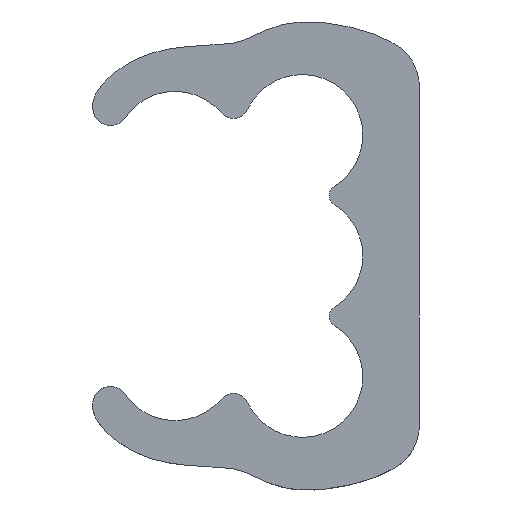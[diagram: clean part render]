
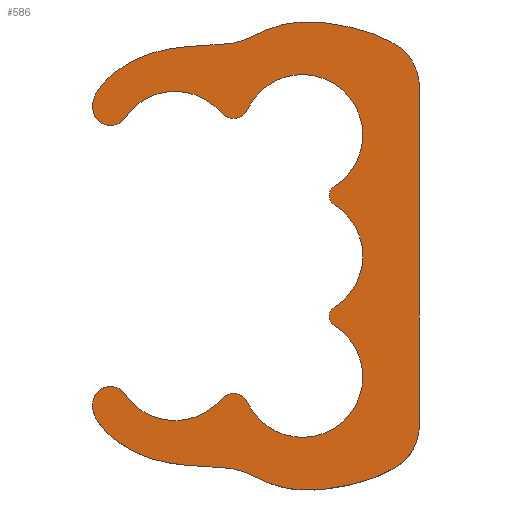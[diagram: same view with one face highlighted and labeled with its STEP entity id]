
A CAD part, left-side view. The second image highlights one B-rep face of the part: STEP entity #586.
In plain terms, the highlighted planar face has unit normal (-1, 0, 0).
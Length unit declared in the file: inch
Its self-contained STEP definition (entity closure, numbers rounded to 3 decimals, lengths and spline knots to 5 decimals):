
#57=CIRCLE('',#655,0.02356);
#59=CIRCLE('',#658,0.08);
#61=CIRCLE('',#661,0.02089);
#63=CIRCLE('',#664,0.08);
#65=CIRCLE('',#667,0.01423);
#67=CIRCLE('',#670,0.08);
#69=CIRCLE('',#673,0.01423);
#71=CIRCLE('',#676,0.08);
#73=CIRCLE('',#679,0.02089);
#75=CIRCLE('',#682,0.08);
#77=CIRCLE('',#685,0.02356);
#106=PLANE('',#688);
#138=FACE_OUTER_BOUND('',#170,.T.);
#170=EDGE_LOOP('',(#537,#538,#539,#540,#541,#542,#543,#544,#545,#546,#547,
#548,#549,#550));
#189=LINE('',#1337,#221);
#221=VECTOR('',#794,0.3937);
#239=(
BOUNDED_CURVE()
B_SPLINE_CURVE(5,(#1271,#1272,#1273,#1274,#1275,#1276,#1277,#1278,#1279,
#1280,#1281,#1282,#1283,#1284,#1285,#1286,#1287,#1288,#1289,#1290,#1291,
#1292,#1293,#1294,#1295,#1296,#1297,#1298,#1299,#1300),.UNSPECIFIED.,.F.,
 .F.)
B_SPLINE_CURVE_WITH_KNOTS((6,1,1,1,1,1,1,1,1,1,1,1,1,1,1,1,1,1,1,1,1,1,
1,1,1,6),(0.,0.04,0.08,0.12,0.16,0.2,0.24,0.28,0.32,0.36,0.4,0.44,0.48,
0.52,0.56,0.6,0.64,0.68,0.72,0.76,0.8,0.84,0.88,0.92,0.96,1.),
 .UNSPECIFIED.)
CURVE()
GEOMETRIC_REPRESENTATION_ITEM()
RATIONAL_B_SPLINE_CURVE((1.,1.,1.,1.,1.,1.,1.,1.,1.,1.,1.,1.,1.,1.,1.,1.,
1.,1.,1.,1.,1.,1.,1.,1.,1.,1.,1.,1.,1.,1.))
REPRESENTATION_ITEM('')
);
#241=(
BOUNDED_CURVE()
B_SPLINE_CURVE(5,(#1402,#1403,#1404,#1405,#1406,#1407,#1408,#1409,#1410,
#1411,#1412,#1413,#1414,#1415,#1416,#1417,#1418,#1419,#1420,#1421,#1422,
#1423,#1424,#1425,#1426,#1427,#1428,#1429,#1430,#1431),.UNSPECIFIED.,.F.,
 .F.)
B_SPLINE_CURVE_WITH_KNOTS((6,1,1,1,1,1,1,1,1,1,1,1,1,1,1,1,1,1,1,1,1,1,
1,1,1,6),(0.,0.04,0.08,0.12,0.16,0.2,0.24,0.28,0.32,0.36,0.4,0.44,0.48,
0.52,0.56,0.6,0.64,0.68,0.72,0.76,0.8,0.84,0.88,0.92,0.96,1.),
 .UNSPECIFIED.)
CURVE()
GEOMETRIC_REPRESENTATION_ITEM()
RATIONAL_B_SPLINE_CURVE((1.,1.,1.,1.,1.,1.,1.,1.,1.,1.,1.,1.,1.,1.,1.,1.,
1.,1.,1.,1.,1.,1.,1.,1.,1.,1.,1.,1.,1.,1.))
REPRESENTATION_ITEM('')
);
#271=VERTEX_POINT('',#1269);
#272=VERTEX_POINT('',#1270);
#275=VERTEX_POINT('',#1336);
#277=VERTEX_POINT('',#1401);
#279=VERTEX_POINT('',#1465);
#281=VERTEX_POINT('',#1471);
#283=VERTEX_POINT('',#1477);
#285=VERTEX_POINT('',#1483);
#287=VERTEX_POINT('',#1489);
#289=VERTEX_POINT('',#1495);
#291=VERTEX_POINT('',#1501);
#293=VERTEX_POINT('',#1507);
#295=VERTEX_POINT('',#1513);
#297=VERTEX_POINT('',#1519);
#341=EDGE_CURVE('',#271,#272,#239,.T.);
#345=EDGE_CURVE('',#272,#275,#189,.T.);
#348=EDGE_CURVE('',#277,#275,#241,.T.);
#351=EDGE_CURVE('',#279,#277,#57,.T.);
#354=EDGE_CURVE('',#279,#281,#59,.T.);
#357=EDGE_CURVE('',#283,#281,#61,.T.);
#360=EDGE_CURVE('',#283,#285,#63,.T.);
#363=EDGE_CURVE('',#287,#285,#65,.T.);
#366=EDGE_CURVE('',#287,#289,#67,.T.);
#369=EDGE_CURVE('',#291,#289,#69,.T.);
#372=EDGE_CURVE('',#291,#293,#71,.T.);
#375=EDGE_CURVE('',#295,#293,#73,.T.);
#378=EDGE_CURVE('',#295,#297,#75,.T.);
#381=EDGE_CURVE('',#271,#297,#77,.T.);
#537=ORIENTED_EDGE('',*,*,#381,.F.);
#538=ORIENTED_EDGE('',*,*,#341,.T.);
#539=ORIENTED_EDGE('',*,*,#345,.T.);
#540=ORIENTED_EDGE('',*,*,#348,.F.);
#541=ORIENTED_EDGE('',*,*,#351,.F.);
#542=ORIENTED_EDGE('',*,*,#354,.T.);
#543=ORIENTED_EDGE('',*,*,#357,.F.);
#544=ORIENTED_EDGE('',*,*,#360,.T.);
#545=ORIENTED_EDGE('',*,*,#363,.F.);
#546=ORIENTED_EDGE('',*,*,#366,.T.);
#547=ORIENTED_EDGE('',*,*,#369,.F.);
#548=ORIENTED_EDGE('',*,*,#372,.T.);
#549=ORIENTED_EDGE('',*,*,#375,.F.);
#550=ORIENTED_EDGE('',*,*,#378,.T.);
#586=ADVANCED_FACE('',(#138),#106,.F.);
#655=AXIS2_PLACEMENT_3D('',#1466,#800,#801);
#658=AXIS2_PLACEMENT_3D('',#1472,#807,#808);
#661=AXIS2_PLACEMENT_3D('',#1478,#814,#815);
#664=AXIS2_PLACEMENT_3D('',#1484,#821,#822);
#667=AXIS2_PLACEMENT_3D('',#1490,#828,#829);
#670=AXIS2_PLACEMENT_3D('',#1496,#835,#836);
#673=AXIS2_PLACEMENT_3D('',#1502,#842,#843);
#676=AXIS2_PLACEMENT_3D('',#1508,#849,#850);
#679=AXIS2_PLACEMENT_3D('',#1514,#856,#857);
#682=AXIS2_PLACEMENT_3D('',#1520,#863,#864);
#685=AXIS2_PLACEMENT_3D('',#1525,#870,#871);
#688=AXIS2_PLACEMENT_3D('',#1528,#876,#877);
#794=DIRECTION('',(0.,0.,1.));
#800=DIRECTION('center_axis',(1.,0.,0.));
#801=DIRECTION('ref_axis',(0.,-0.756,-0.655));
#807=DIRECTION('center_axis',(1.,0.,0.));
#808=DIRECTION('ref_axis',(0.,0.843,0.538));
#814=DIRECTION('center_axis',(1.,0.,0.));
#815=DIRECTION('ref_axis',(0.,-0.906,-0.424));
#821=DIRECTION('center_axis',(1.,0.,0.));
#822=DIRECTION('ref_axis',(0.,0.906,0.424));
#828=DIRECTION('center_axis',(1.,0.,0.));
#829=DIRECTION('ref_axis',(0.,0.528,-0.849));
#835=DIRECTION('center_axis',(1.,0.,0.));
#836=DIRECTION('ref_axis',(0.,-0.528,0.849));
#842=DIRECTION('center_axis',(1.,0.,0.));
#843=DIRECTION('ref_axis',(0.,0.528,-0.849));
#849=DIRECTION('center_axis',(1.,0.,0.));
#850=DIRECTION('ref_axis',(0.,-0.528,0.849));
#856=DIRECTION('center_axis',(1.,0.,0.));
#857=DIRECTION('ref_axis',(0.,0.765,0.644));
#863=DIRECTION('center_axis',(1.,0.,0.));
#864=DIRECTION('ref_axis',(0.,-0.765,-0.644));
#870=DIRECTION('center_axis',(1.,0.,0.));
#871=DIRECTION('ref_axis',(0.,0.999,0.042));
#876=DIRECTION('center_axis',(1.,0.,0.));
#877=DIRECTION('ref_axis',(0.,0.,-1.));
#1269=CARTESIAN_POINT('',(0.,0.10733,-0.19521));
#1270=CARTESIAN_POINT('',(0.,-0.32497,-0.22663));
#1271=CARTESIAN_POINT('Ctrl Pts',(0.,0.10733,-0.19521));
#1272=CARTESIAN_POINT('Ctrl Pts',(0.,0.10772,-0.19792));
#1273=CARTESIAN_POINT('Ctrl Pts',(0.,0.1077,-0.20355));
#1274=CARTESIAN_POINT('Ctrl Pts',(0.,0.10531,-0.21256));
#1275=CARTESIAN_POINT('Ctrl Pts',(0.,0.09759,-0.22545));
#1276=CARTESIAN_POINT('Ctrl Pts',(0.,0.08154,-0.24155));
#1277=CARTESIAN_POINT('Ctrl Pts',(0.,0.06071,-0.25588));
#1278=CARTESIAN_POINT('Ctrl Pts',(0.,0.03693,-0.26688));
#1279=CARTESIAN_POINT('Ctrl Pts',(0.,0.01202,-0.27377));
#1280=CARTESIAN_POINT('Ctrl Pts',(0.,-0.01247,-0.27703));
#1281=CARTESIAN_POINT('Ctrl Pts',(0.,-0.03534,-0.27802));
#1282=CARTESIAN_POINT('Ctrl Pts',(0.,-0.05578,-0.27846));
#1283=CARTESIAN_POINT('Ctrl Pts',(0.,-0.07351,-0.27998));
#1284=CARTESIAN_POINT('Ctrl Pts',(0.,-0.0888,-0.2837));
#1285=CARTESIAN_POINT('Ctrl Pts',(0.,-0.10265,-0.28962));
#1286=CARTESIAN_POINT('Ctrl Pts',(0.,-0.11657,-0.29671));
#1287=CARTESIAN_POINT('Ctrl Pts',(0.,-0.13212,-0.3035));
#1288=CARTESIAN_POINT('Ctrl Pts',(0.,-0.15053,-0.30848));
#1289=CARTESIAN_POINT('Ctrl Pts',(0.,-0.17222,-0.31059));
#1290=CARTESIAN_POINT('Ctrl Pts',(0.,-0.19653,-0.3096));
#1291=CARTESIAN_POINT('Ctrl Pts',(0.,-0.22209,-0.3058));
#1292=CARTESIAN_POINT('Ctrl Pts',(0.,-0.2472,-0.29974));
#1293=CARTESIAN_POINT('Ctrl Pts',(0.,-0.27013,-0.29203));
#1294=CARTESIAN_POINT('Ctrl Pts',(0.,-0.28945,-0.28306));
#1295=CARTESIAN_POINT('Ctrl Pts',(0.,-0.30447,-0.27276));
#1296=CARTESIAN_POINT('Ctrl Pts',(0.,-0.31523,-0.26055));
#1297=CARTESIAN_POINT('Ctrl Pts',(0.,-0.32076,-0.24866));
#1298=CARTESIAN_POINT('Ctrl Pts',(0.,-0.32342,-0.23826));
#1299=CARTESIAN_POINT('Ctrl Pts',(0.,-0.32456,-0.23062));
#1300=CARTESIAN_POINT('Ctrl Pts',(0.,-0.32497,-0.22663));
#1336=CARTESIAN_POINT('',(0.,-0.32497,0.2269));
#1337=CARTESIAN_POINT('',(0.,-0.32497,-0.22663));
#1401=CARTESIAN_POINT('',(0.,0.10733,0.1952));
#1402=CARTESIAN_POINT('Ctrl Pts',(0.,0.10733,0.1952));
#1403=CARTESIAN_POINT('Ctrl Pts',(0.,0.10772,0.19792));
#1404=CARTESIAN_POINT('Ctrl Pts',(0.,0.10771,0.20354));
#1405=CARTESIAN_POINT('Ctrl Pts',(0.,0.10532,0.21255));
#1406=CARTESIAN_POINT('Ctrl Pts',(0.,0.0976,0.22544));
#1407=CARTESIAN_POINT('Ctrl Pts',(0.,0.08156,0.24155));
#1408=CARTESIAN_POINT('Ctrl Pts',(0.,0.06074,0.25588));
#1409=CARTESIAN_POINT('Ctrl Pts',(0.,0.03697,0.26689));
#1410=CARTESIAN_POINT('Ctrl Pts',(0.,0.01206,0.27379));
#1411=CARTESIAN_POINT('Ctrl Pts',(0.,-0.01243,0.27705));
#1412=CARTESIAN_POINT('Ctrl Pts',(0.,-0.0353,0.27805));
#1413=CARTESIAN_POINT('Ctrl Pts',(0.,-0.05574,0.27849));
#1414=CARTESIAN_POINT('Ctrl Pts',(0.,-0.07347,0.28002));
#1415=CARTESIAN_POINT('Ctrl Pts',(0.,-0.08875,0.28374));
#1416=CARTESIAN_POINT('Ctrl Pts',(0.,-0.1026,0.28966));
#1417=CARTESIAN_POINT('Ctrl Pts',(0.,-0.11652,0.29675));
#1418=CARTESIAN_POINT('Ctrl Pts',(0.,-0.13206,0.30355));
#1419=CARTESIAN_POINT('Ctrl Pts',(0.,-0.15046,0.30853));
#1420=CARTESIAN_POINT('Ctrl Pts',(0.,-0.17214,0.31064));
#1421=CARTESIAN_POINT('Ctrl Pts',(0.,-0.19644,0.30966));
#1422=CARTESIAN_POINT('Ctrl Pts',(0.,-0.22201,0.30586));
#1423=CARTESIAN_POINT('Ctrl Pts',(0.,-0.24712,0.29982));
#1424=CARTESIAN_POINT('Ctrl Pts',(0.,-0.27005,0.29213));
#1425=CARTESIAN_POINT('Ctrl Pts',(0.,-0.28939,0.28319));
#1426=CARTESIAN_POINT('Ctrl Pts',(0.,-0.30441,0.27293));
#1427=CARTESIAN_POINT('Ctrl Pts',(0.,-0.31519,0.26076));
#1428=CARTESIAN_POINT('Ctrl Pts',(0.,-0.32074,0.2489));
#1429=CARTESIAN_POINT('Ctrl Pts',(0.,-0.3234,0.23852));
#1430=CARTESIAN_POINT('Ctrl Pts',(0.,-0.32455,0.23089));
#1431=CARTESIAN_POINT('Ctrl Pts',(0.,-0.32497,0.2269));
#1465=CARTESIAN_POINT('',(0.,0.06599,0.18084));
#1466=CARTESIAN_POINT('Origin',(0.,0.0838,0.19627));
#1471=CARTESIAN_POINT('',(0.,-0.06265,0.18934));
#1472=CARTESIAN_POINT('Origin',(0.,-0.00145,0.13781));
#1477=CARTESIAN_POINT('',(0.,-0.09755,0.19393));
#1478=CARTESIAN_POINT('Origin',(0.,-0.07863,0.2028));
#1483=CARTESIAN_POINT('',(0.,-0.21227,0.09208));
#1484=CARTESIAN_POINT('Origin',(0.,-0.17,0.16));
#1489=CARTESIAN_POINT('',(0.,-0.21227,0.06792));
#1490=CARTESIAN_POINT('Origin',(0.,-0.21979,0.08));
#1495=CARTESIAN_POINT('',(0.,-0.21227,-0.06792));
#1496=CARTESIAN_POINT('Origin',(0.,-0.17,0.));
#1501=CARTESIAN_POINT('',(0.,-0.21227,-0.09208));
#1502=CARTESIAN_POINT('Origin',(0.,-0.21979,-0.08));
#1507=CARTESIAN_POINT('',(0.,-0.09755,-0.19393));
#1508=CARTESIAN_POINT('Origin',(0.,-0.17,-0.16));
#1513=CARTESIAN_POINT('',(0.,-0.06265,-0.18934));
#1514=CARTESIAN_POINT('Origin',(0.,-0.07863,-0.2028));
#1519=CARTESIAN_POINT('',(0.,0.06618,-0.18053));
#1520=CARTESIAN_POINT('Origin',(0.,-0.00145,-0.13781));
#1525=CARTESIAN_POINT('Origin',(0.,0.08379,-0.19619));
#1528=CARTESIAN_POINT('Origin',(0.,-0.10862,0.00003));
